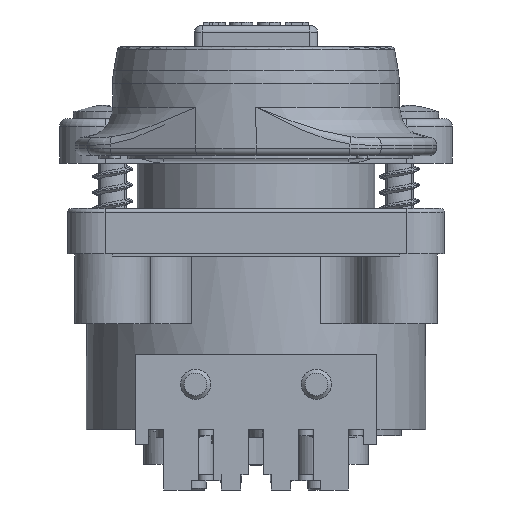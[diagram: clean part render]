
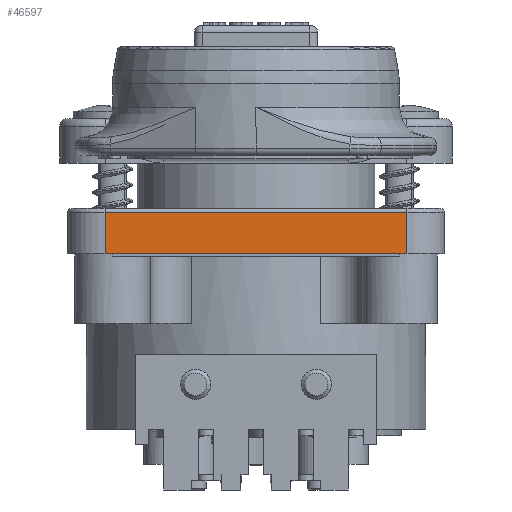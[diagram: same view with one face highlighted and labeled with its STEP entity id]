
A CAD part, front view. The second image highlights one B-rep face of the part: STEP entity #46597.
In plain terms, the highlighted planar face has unit normal (0, -1, 0).
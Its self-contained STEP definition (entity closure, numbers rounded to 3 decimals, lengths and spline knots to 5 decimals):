
#5401=FACE_OUTER_BOUND('',#8017,.T.);
#8017=EDGE_LOOP('',(#32486,#32487,#32488,#32489));
#12173=LINE('',#68595,#15310);
#12177=LINE('',#68608,#15314);
#12178=LINE('',#68610,#15315);
#12179=LINE('',#68611,#15316);
#15310=VECTOR('',#54773,0.3937);
#15314=VECTOR('',#54789,0.3937);
#15315=VECTOR('',#54790,0.3937);
#15316=VECTOR('',#54791,0.3937);
#18655=VERTEX_POINT('',#68587);
#18657=VERTEX_POINT('',#68593);
#18660=VERTEX_POINT('',#68607);
#18661=VERTEX_POINT('',#68609);
#23785=EDGE_CURVE('',#18657,#18655,#12173,.T.);
#23792=EDGE_CURVE('',#18660,#18657,#12177,.T.);
#23793=EDGE_CURVE('',#18661,#18660,#12178,.T.);
#23794=EDGE_CURVE('',#18655,#18661,#12179,.T.);
#32486=ORIENTED_EDGE('',*,*,#23785,.F.);
#32487=ORIENTED_EDGE('',*,*,#23792,.F.);
#32488=ORIENTED_EDGE('',*,*,#23793,.F.);
#32489=ORIENTED_EDGE('',*,*,#23794,.F.);
#42938=PLANE('',#49483);
#46597=ADVANCED_FACE('',(#5401),#42938,.T.);
#49483=AXIS2_PLACEMENT_3D('',#68606,#54787,#54788);
#54773=DIRECTION('',(1.,0.,0.));
#54787=DIRECTION('center_axis',(0.,-1.,0.));
#54788=DIRECTION('ref_axis',(-1.,0.,0.));
#54789=DIRECTION('',(0.,0.,1.));
#54790=DIRECTION('',(-1.,0.,0.));
#54791=DIRECTION('',(0.,0.,-1.));
#68587=CARTESIAN_POINT('',(0.3937,-0.59055,-0.02362));
#68593=CARTESIAN_POINT('',(-0.3937,-0.59055,-0.02362));
#68595=CARTESIAN_POINT('',(0.24606,-0.59055,-0.02362));
#68606=CARTESIAN_POINT('Origin',(0.49213,-0.59055,-0.07283));
#68607=CARTESIAN_POINT('',(-0.3937,-0.59055,-0.13189));
#68608=CARTESIAN_POINT('',(-0.3937,-0.59055,-0.07283));
#68609=CARTESIAN_POINT('',(0.3937,-0.59055,-0.13189));
#68610=CARTESIAN_POINT('',(-0.49213,-0.59055,-0.13189));
#68611=CARTESIAN_POINT('',(0.3937,-0.59055,-0.07283));
